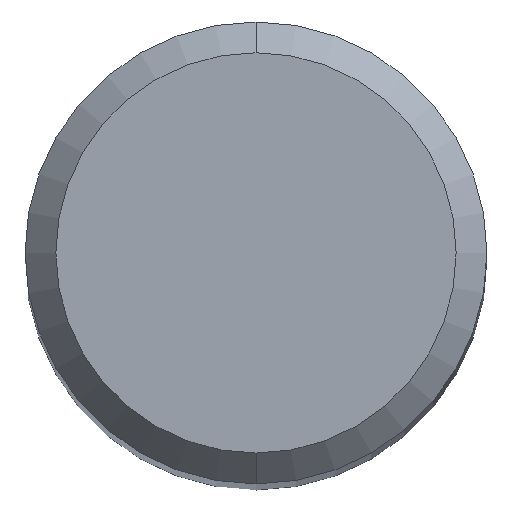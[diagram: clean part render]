
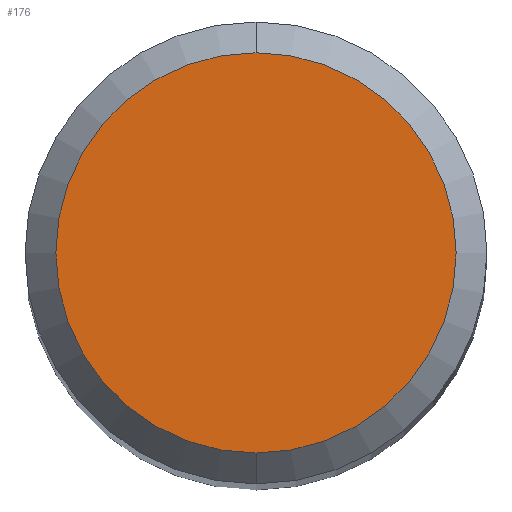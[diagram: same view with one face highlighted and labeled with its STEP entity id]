
A CAD part, top view. The second image highlights one B-rep face of the part: STEP entity #176.
In plain terms, the highlighted planar face has unit normal (0, 0, 1).
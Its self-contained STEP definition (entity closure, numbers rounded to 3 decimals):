
#116=VERTEX_POINT('',#256);
#134=VERTEX_POINT('',#277);
#162=EDGE_CURVE('',#134,#116,#309,.T.);
#176=ADVANCED_FACE('',(#325),#326,.T.);
#184=EDGE_CURVE('',#116,#134,#335,.T.);
#256=CARTESIAN_POINT('',(0.,-2.6,0.0));
#277=CARTESIAN_POINT('',(0.0,2.6,0.0));
#309=CIRCLE('',#475,2.6);
#325=FACE_OUTER_BOUND('',#494,.T.);
#326=PLANE('',#495);
#335=CIRCLE('',#508,2.6);
#475=AXIS2_PLACEMENT_3D('',#646,#647,#648);
#494=EDGE_LOOP('',(#668,#669));
#495=AXIS2_PLACEMENT_3D('',#670,#671,#672);
#508=AXIS2_PLACEMENT_3D('',#685,#686,#687);
#646=CARTESIAN_POINT('',(0.0,0.0,0.0));
#647=DIRECTION('',(0.0,0.0,-1.0));
#648=DIRECTION('',(0.0,1.0,0.0));
#668=ORIENTED_EDGE('',*,*,#162,.F.);
#669=ORIENTED_EDGE('',*,*,#184,.F.);
#670=CARTESIAN_POINT('',(0.0,1.3,0.0));
#671=DIRECTION('',(-0.0,0.0,1.0));
#672=DIRECTION('',(0.0,-1.0,0.0));
#685=CARTESIAN_POINT('',(0.0,0.0,0.0));
#686=DIRECTION('',(0.0,0.0,-1.0));
#687=DIRECTION('',(0.0,1.0,0.0));
